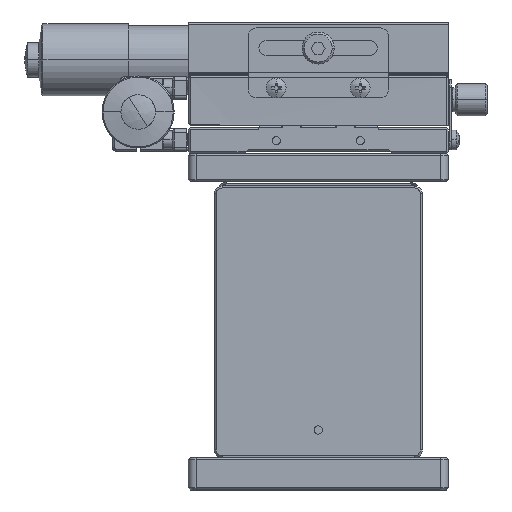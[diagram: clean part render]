
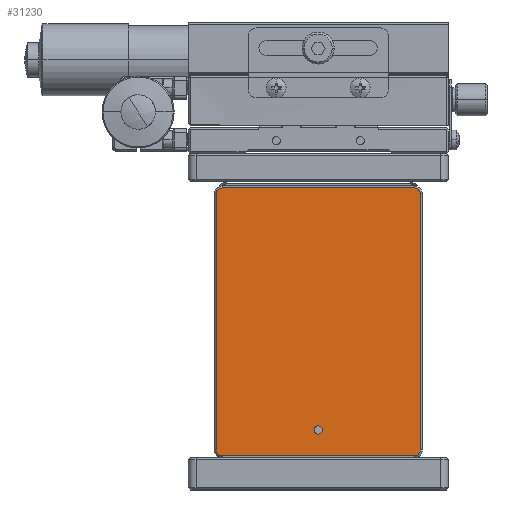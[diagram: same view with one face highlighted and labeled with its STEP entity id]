
A CAD part, front view. The second image highlights one B-rep face of the part: STEP entity #31230.
In plain terms, the highlighted planar face has unit normal (0, 1, 0).
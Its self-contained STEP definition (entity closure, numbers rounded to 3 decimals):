
#76 = DIRECTION ( 'NONE',  ( 0., 0., 1. ) ) ;
#2643 = DIRECTION ( 'NONE',  ( 0., 0., 1. ) ) ;
#2712 = EDGE_CURVE ( 'NONE', #27763, #19287, #34384, .T. ) ;
#2715 = VERTEX_POINT ( 'NONE', #27663 ) ;
#2951 = CARTESIAN_POINT ( 'NONE',  ( 29.488, -9.214, 135. ) ) ;
#2975 = ORIENTED_EDGE ( 'NONE', *, *, #2712, .T. ) ;
#3457 = CARTESIAN_POINT ( 'NONE',  ( -20.012, -9.214, 69.5 ) ) ;
#3881 = CARTESIAN_POINT ( 'NONE',  ( -22.012, -9.214, 69.5 ) ) ;
#4765 = PLANE ( 'NONE',  #10820 ) ;
#4780 = VERTEX_POINT ( 'NONE', #12329 ) ;
#5392 = LINE ( 'NONE', #5845, #12725 ) ;
#5495 = EDGE_CURVE ( 'NONE', #17992, #19287, #5392, .T. ) ;
#5559 = VERTEX_POINT ( 'NONE', #3457 ) ;
#5845 = CARTESIAN_POINT ( 'NONE',  ( 29.488, -9.214, 137. ) ) ;
#7510 = DIRECTION ( 'NONE',  ( 0., 0., 1. ) ) ;
#8894 = AXIS2_PLACEMENT_3D ( 'NONE', #25936, #9524, #28689 ) ;
#9189 = AXIS2_PLACEMENT_3D ( 'NONE', #35525, #19068, #2643 ) ;
#9366 = LINE ( 'NONE', #22034, #30406 ) ;
#9474 = EDGE_CURVE ( 'NONE', #27619, #32806, #12340, .T. ) ;
#9507 = ORIENTED_EDGE ( 'NONE', *, *, #27990, .T. ) ;
#9524 = DIRECTION ( 'NONE',  ( 0., -1., 0. ) ) ;
#10453 = CIRCLE ( 'NONE', #21645, 1.5 ) ;
#10820 = AXIS2_PLACEMENT_3D ( 'NONE', #15696, #24006, #7510 ) ;
#11062 = CARTESIAN_POINT ( 'NONE',  ( 3.988, -9.214, 74.975 ) ) ;
#11700 = CARTESIAN_POINT ( 'NONE',  ( 27.988, -9.214, 136.5 ) ) ;
#12143 = ORIENTED_EDGE ( 'NONE', *, *, #20179, .T. ) ;
#12178 = DIRECTION ( 'NONE',  ( -1., 0., 0. ) ) ;
#12329 = CARTESIAN_POINT ( 'NONE',  ( 27.988, -9.214, 69.5 ) ) ;
#12340 = LINE ( 'NONE', #32047, #26068 ) ;
#12725 = VECTOR ( 'NONE', #22330, 1000. ) ;
#12780 = ORIENTED_EDGE ( 'NONE', *, *, #27845, .T. ) ;
#13589 = ORIENTED_EDGE ( 'NONE', *, *, #34376, .T. ) ;
#13905 = DIRECTION ( 'NONE',  ( 0., -1., 0. ) ) ;
#13994 = DIRECTION ( 'NONE',  ( 0., 1., 0. ) ) ;
#14173 = ORIENTED_EDGE ( 'NONE', *, *, #20726, .T. ) ;
#15620 = DIRECTION ( 'NONE',  ( 0., 0., -1. ) ) ;
#15696 = CARTESIAN_POINT ( 'NONE',  ( -22.012, -9.214, 137. ) ) ;
#15725 = DIRECTION ( 'NONE',  ( 0., 1., 0. ) ) ;
#15940 = EDGE_LOOP ( 'NONE', ( #18495, #12780 ) ) ;
#16194 = CIRCLE ( 'NONE', #9189, 1.5 ) ;
#16525 = DIRECTION ( 'NONE',  ( 0., 1., 0. ) ) ;
#17992 = VERTEX_POINT ( 'NONE', #31916 ) ;
#18166 = CIRCLE ( 'NONE', #8894, 1.025 ) ;
#18242 = VERTEX_POINT ( 'NONE', #11062 ) ;
#18495 = ORIENTED_EDGE ( 'NONE', *, *, #22275, .T. ) ;
#18878 = VERTEX_POINT ( 'NONE', #25784 ) ;
#19068 = DIRECTION ( 'NONE',  ( 0., 1., 0. ) ) ;
#19287 = VERTEX_POINT ( 'NONE', #2951 ) ;
#19289 = DIRECTION ( 'NONE',  ( 1., 0., 0. ) ) ;
#19376 = CARTESIAN_POINT ( 'NONE',  ( -21.512, -9.214, 135. ) ) ;
#19808 = CIRCLE ( 'NONE', #20040, 1.025 ) ;
#20040 = AXIS2_PLACEMENT_3D ( 'NONE', #30355, #13905, #33114 ) ;
#20179 = EDGE_CURVE ( 'NONE', #27619, #2715, #16194, .T. ) ;
#20726 = EDGE_CURVE ( 'NONE', #2715, #27763, #9366, .T. ) ;
#20963 = EDGE_CURVE ( 'NONE', #4780, #5559, #32519, .T. ) ;
#21645 = AXIS2_PLACEMENT_3D ( 'NONE', #32974, #16525, #76 ) ;
#22034 = CARTESIAN_POINT ( 'NONE',  ( -22.012, -9.214, 136.5 ) ) ;
#22193 = ORIENTED_EDGE ( 'NONE', *, *, #20963, .T. ) ;
#22275 = EDGE_CURVE ( 'NONE', #18878, #18242, #19808, .T. ) ;
#22330 = DIRECTION ( 'NONE',  ( 0., 0., 1. ) ) ;
#23490 = FACE_BOUND ( 'NONE', #15940, .T. ) ;
#24006 = DIRECTION ( 'NONE',  ( 0., 1., 0. ) ) ;
#24377 = VECTOR ( 'NONE', #12178, 1000. ) ;
#25448 = AXIS2_PLACEMENT_3D ( 'NONE', #32176, #15725, #34929 ) ;
#25784 = CARTESIAN_POINT ( 'NONE',  ( 3.988, -9.214, 77.025 ) ) ;
#25936 = CARTESIAN_POINT ( 'NONE',  ( 3.988, -9.214, 76. ) ) ;
#26068 = VECTOR ( 'NONE', #15620, 1000. ) ;
#26743 = CIRCLE ( 'NONE', #25448, 1.5 ) ;
#27191 = ORIENTED_EDGE ( 'NONE', *, *, #5495, .F. ) ;
#27619 = VERTEX_POINT ( 'NONE', #19376 ) ;
#27663 = CARTESIAN_POINT ( 'NONE',  ( -20.012, -9.214, 136.5 ) ) ;
#27763 = VERTEX_POINT ( 'NONE', #11700 ) ;
#27845 = EDGE_CURVE ( 'NONE', #18242, #18878, #18166, .T. ) ;
#27990 = EDGE_CURVE ( 'NONE', #17992, #4780, #26743, .T. ) ;
#28175 = FACE_OUTER_BOUND ( 'NONE', #32798, .T. ) ;
#28577 = AXIS2_PLACEMENT_3D ( 'NONE', #30461, #13994, #33199 ) ;
#28689 = DIRECTION ( 'NONE',  ( 0., 0., 1. ) ) ;
#30355 = CARTESIAN_POINT ( 'NONE',  ( 3.988, -9.214, 76. ) ) ;
#30406 = VECTOR ( 'NONE', #19289, 1000. ) ;
#30461 = CARTESIAN_POINT ( 'NONE',  ( 27.988, -9.214, 135. ) ) ;
#30952 = ORIENTED_EDGE ( 'NONE', *, *, #9474, .F. ) ;
#31230 = ADVANCED_FACE ( 'NONE', ( #28175, #23490 ), #4765, .T. ) ;
#31784 = CARTESIAN_POINT ( 'NONE',  ( -21.512, -9.214, 71. ) ) ;
#31916 = CARTESIAN_POINT ( 'NONE',  ( 29.488, -9.214, 71. ) ) ;
#32047 = CARTESIAN_POINT ( 'NONE',  ( -21.512, -9.214, 137. ) ) ;
#32176 = CARTESIAN_POINT ( 'NONE',  ( 27.988, -9.214, 71. ) ) ;
#32519 = LINE ( 'NONE', #3881, #24377 ) ;
#32798 = EDGE_LOOP ( 'NONE', ( #2975, #27191, #9507, #22193, #13589, #30952, #12143, #14173 ) ) ;
#32806 = VERTEX_POINT ( 'NONE', #31784 ) ;
#32974 = CARTESIAN_POINT ( 'NONE',  ( -20.012, -9.214, 71. ) ) ;
#33114 = DIRECTION ( 'NONE',  ( 0., 0., 1. ) ) ;
#33199 = DIRECTION ( 'NONE',  ( 0., 0., 1. ) ) ;
#34376 = EDGE_CURVE ( 'NONE', #5559, #32806, #10453, .T. ) ;
#34384 = CIRCLE ( 'NONE', #28577, 1.5 ) ;
#34929 = DIRECTION ( 'NONE',  ( 0., 0., 1. ) ) ;
#35525 = CARTESIAN_POINT ( 'NONE',  ( -20.012, -9.214, 135. ) ) ;
